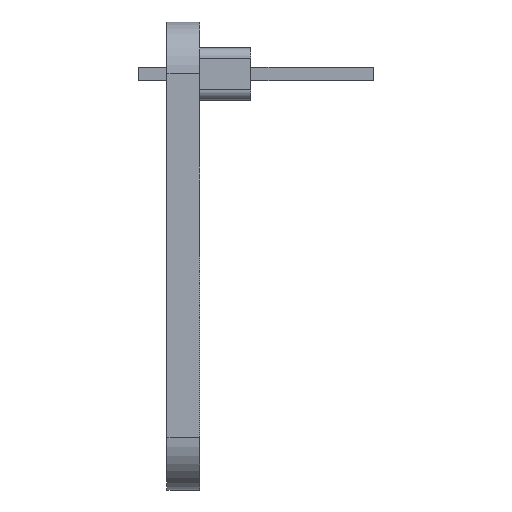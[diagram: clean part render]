
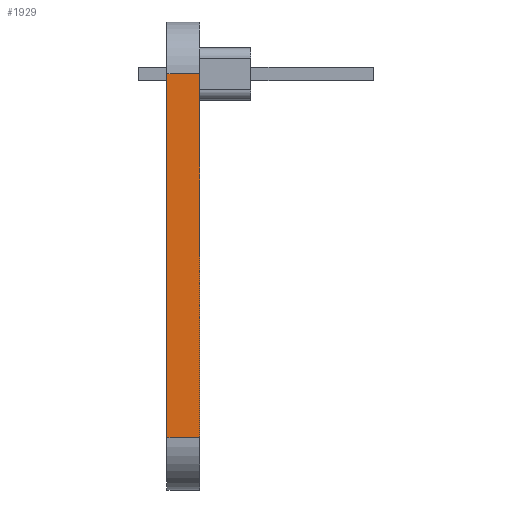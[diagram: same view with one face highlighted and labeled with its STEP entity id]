
A CAD part, left-side view. The second image highlights one B-rep face of the part: STEP entity #1929.
In plain terms, the highlighted planar face has unit normal (-1, 0, 0).
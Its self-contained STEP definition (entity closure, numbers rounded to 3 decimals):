
#224 = CARTESIAN_POINT ( 'NONE',  ( 0., 1.6, -2.54 ) ) ;
#270 = LINE ( 'NONE', #6333, #979 ) ;
#573 = VERTEX_POINT ( 'NONE', #3677 ) ;
#834 = EDGE_CURVE ( 'NONE', #573, #2405, #6573, .T. ) ;
#979 = VECTOR ( 'NONE', #3264, 1000. ) ;
#1191 = ORIENTED_EDGE ( 'NONE', *, *, #2977, .T. ) ;
#1323 = EDGE_CURVE ( 'NONE', #5511, #5421, #270, .T. ) ;
#1390 = CARTESIAN_POINT ( 'NONE',  ( 0., 1.6, -20.32 ) ) ;
#1735 = EDGE_LOOP ( 'NONE', ( #5759, #2169, #6057, #1191 ) ) ;
#1929 = ADVANCED_FACE ( 'NONE', ( #5469 ), #4410, .F. ) ;
#2169 = ORIENTED_EDGE ( 'NONE', *, *, #6163, .T. ) ;
#2176 = VECTOR ( 'NONE', #4573, 1000. ) ;
#2405 = VERTEX_POINT ( 'NONE', #6301 ) ;
#2969 = CARTESIAN_POINT ( 'NONE',  ( 0., 1.6, 0. ) ) ;
#2977 = EDGE_CURVE ( 'NONE', #2405, #5421, #3301, .T. ) ;
#3264 = DIRECTION ( 'NONE',  ( 0., 0., 1. ) ) ;
#3301 = LINE ( 'NONE', #5356, #3347 ) ;
#3347 = VECTOR ( 'NONE', #3835, 1000. ) ;
#3378 = DIRECTION ( 'NONE',  ( 0., -1., 0. ) ) ;
#3437 = LINE ( 'NONE', #6483, #3681 ) ;
#3677 = CARTESIAN_POINT ( 'NONE',  ( 0., 0., -20.32 ) ) ;
#3681 = VECTOR ( 'NONE', #3378, 1000. ) ;
#3835 = DIRECTION ( 'NONE',  ( 0., 1., 0. ) ) ;
#4032 = CARTESIAN_POINT ( 'NONE',  ( 0., 0., 0. ) ) ;
#4086 = AXIS2_PLACEMENT_3D ( 'NONE', #2969, #6009, #6069 ) ;
#4410 = PLANE ( 'NONE',  #4086 ) ;
#4573 = DIRECTION ( 'NONE',  ( 0., 0., 1. ) ) ;
#5356 = CARTESIAN_POINT ( 'NONE',  ( 0., 1.6, -2.54 ) ) ;
#5421 = VERTEX_POINT ( 'NONE', #224 ) ;
#5469 = FACE_OUTER_BOUND ( 'NONE', #1735, .T. ) ;
#5511 = VERTEX_POINT ( 'NONE', #1390 ) ;
#5759 = ORIENTED_EDGE ( 'NONE', *, *, #1323, .F. ) ;
#6009 = DIRECTION ( 'NONE',  ( 1., 0., 0. ) ) ;
#6057 = ORIENTED_EDGE ( 'NONE', *, *, #834, .T. ) ;
#6069 = DIRECTION ( 'NONE',  ( 0., 0., -1. ) ) ;
#6163 = EDGE_CURVE ( 'NONE', #5511, #573, #3437, .T. ) ;
#6301 = CARTESIAN_POINT ( 'NONE',  ( 0., 0., -2.54 ) ) ;
#6333 = CARTESIAN_POINT ( 'NONE',  ( 0., 1.6, 0. ) ) ;
#6483 = CARTESIAN_POINT ( 'NONE',  ( 0., 1.6, -20.32 ) ) ;
#6573 = LINE ( 'NONE', #4032, #2176 ) ;
